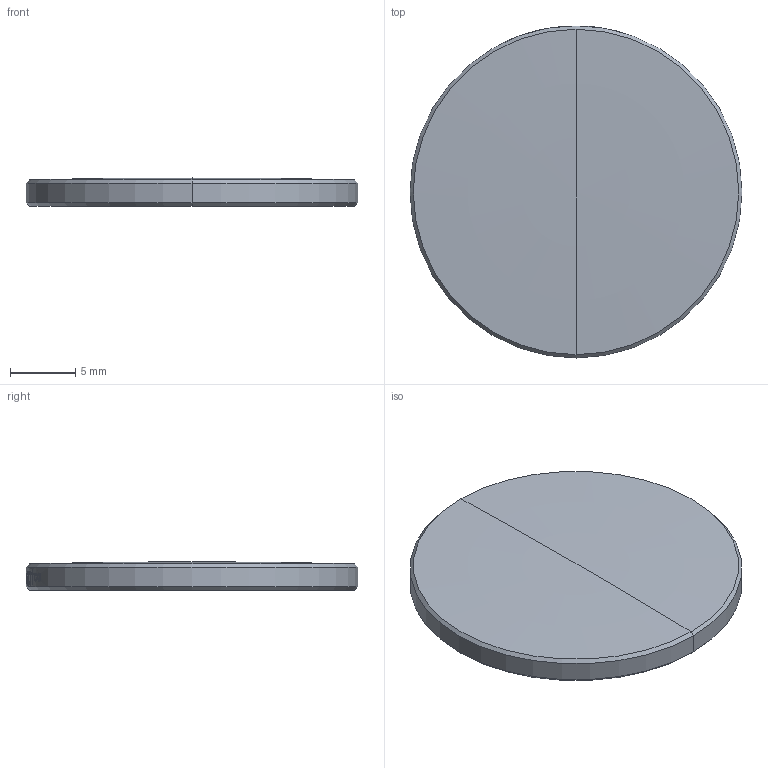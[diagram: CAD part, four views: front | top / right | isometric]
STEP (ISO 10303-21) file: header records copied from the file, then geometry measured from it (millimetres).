
FILE_DESCRIPTION (( 'STEP AP214' ), '1' );
FILE_NAME ('CTN014988-999.STEP', '2020-02-26T07:29:13', ( '' ), ( '' ), 'SwSTEP 2.0', 'SolidWorks 2018', '' );
FILE_SCHEMA (( 'AUTOMOTIVE_DESIGN' ));
Length unit declared in the file: millimetre
Products named in the file (2): CTN015007; CTN014988-999
Assembly tree (1 placements, depth 2):
  CTN014988-999
    CTN015007
Bounding box: 25.4 x 25.4 x 2.17 mm (x, y, z)
Volume: 1052.1 mm3; surface area: 1150 mm2
Topology: 1 solids, 1 shells, 32 faces, 225 edges, 210 vertices
Faces by surface type: cylinder 25, cone 4, torus 2, plane 1
Entity records: 3532 total; most frequent: CARTESIAN_POINT 1964, ORIENTED_EDGE 446, EDGE_CURVE 223, VERTEX_POINT 210, B_SPLINE_CURVE_WITH_KNOTS 168, DIRECTION 155, AXIS2_PLACEMENT_3D 64, EDGE_LOOP 49
